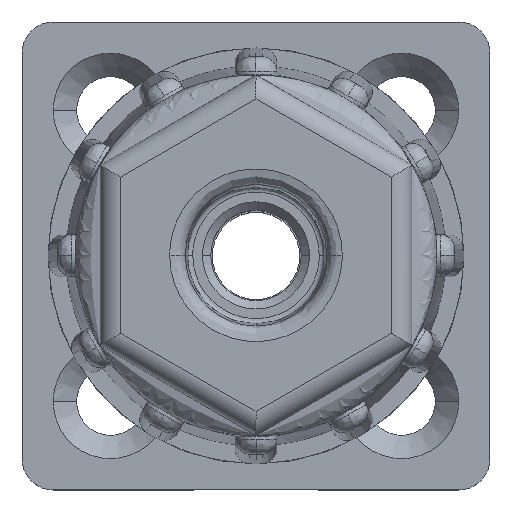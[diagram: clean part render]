
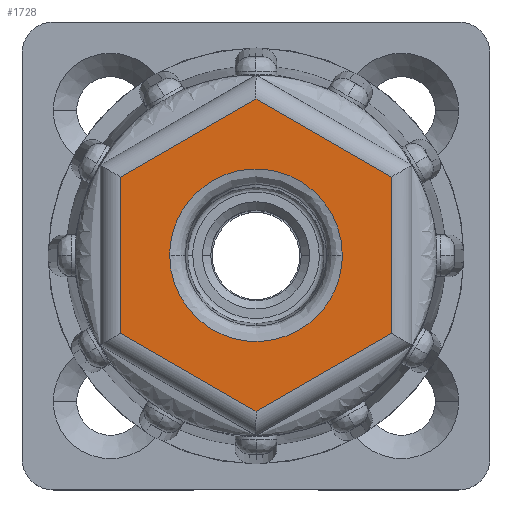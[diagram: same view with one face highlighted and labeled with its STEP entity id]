
A CAD part, top view. The second image highlights one B-rep face of the part: STEP entity #1728.
In plain terms, the highlighted planar face has unit normal (0, 0, 1).
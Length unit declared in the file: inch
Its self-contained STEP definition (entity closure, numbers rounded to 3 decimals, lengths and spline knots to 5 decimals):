
#34 = EDGE_LOOP ( 'NONE', ( #14825, #9016, #3119, #3393, #6148, #1334 ) ) ;
#162 = DIRECTION ( 'NONE',  ( -1., 0., 0. ) ) ;
#176 = VECTOR ( 'NONE', #1776, 39.37008 ) ;
#603 = CARTESIAN_POINT ( 'NONE',  ( 1.20752, 1.0751, 1.97204 ) ) ;
#758 = DIRECTION ( 'NONE',  ( 0.866, -0.5, 0. ) ) ;
#834 = EDGE_CURVE ( 'NONE', #9147, #6161, #5027, .T. ) ;
#1029 = LINE ( 'NONE', #8593, #9852 ) ;
#1334 = ORIENTED_EDGE ( 'NONE', *, *, #10287, .F. ) ;
#1371 = CARTESIAN_POINT ( 'NONE',  ( 0.6957, 1.37059, 1.97204 ) ) ;
#1672 =( BOUNDED_CURVE ( )  B_SPLINE_CURVE ( 3, ( #6608, #7776, #3196, #11239 ),
 .UNSPECIFIED., .F., .F. ) 
 B_SPLINE_CURVE_WITH_KNOTS ( ( 4, 4 ),
 ( 0., 1. ),
 .UNSPECIFIED. ) 
 CURVE ( )  GEOMETRIC_REPRESENTATION_ITEM ( )  RATIONAL_B_SPLINE_CURVE ( ( 1., 0.333, 0.333, 1. ) ) 
 REPRESENTATION_ITEM ( '' )  );
#1728 = ADVANCED_FACE ( 'NONE', ( #14816, #6416 ), #13908, .F. ) ;
#1776 = DIRECTION ( 'NONE',  ( 0., 1., 0. ) ) ;
#1857 = CARTESIAN_POINT ( 'NONE',  ( 1.02242, 1.43303, 1.97204 ) ) ;
#1888 = CARTESIAN_POINT ( 'NONE',  ( 1.24689, 1.05237, 1.97204 ) ) ;
#2141 =( BOUNDED_CURVE ( )  B_SPLINE_CURVE ( 3, ( #9886, #1857, #11043, #4166 ),
 .UNSPECIFIED., .F., .F. ) 
 B_SPLINE_CURVE_WITH_KNOTS ( ( 4, 4 ),
 ( 0., 1. ),
 .UNSPECIFIED. ) 
 CURVE ( )  GEOMETRIC_REPRESENTATION_ITEM ( )  RATIONAL_B_SPLINE_CURVE ( ( 1., 0.333, 0.333, 1. ) ) 
 REPRESENTATION_ITEM ( '' )  );
#2372 = CARTESIAN_POINT ( 'NONE',  ( 0.6957, 0.18862, 1.97204 ) ) ;
#2444 = CARTESIAN_POINT ( 'NONE',  ( 1.28626, 1.12056, 1.97204 ) ) ;
#2446 = CARTESIAN_POINT ( 'NONE',  ( 1.20752, 0.48411, 1.97204 ) ) ;
#2457 = CARTESIAN_POINT ( 'NONE',  ( 1.02242, 0.77961, 1.97204 ) ) ;
#3104 = EDGE_LOOP ( 'NONE', ( #8094, #7950 ) ) ;
#3119 = ORIENTED_EDGE ( 'NONE', *, *, #11049, .F. ) ;
#3196 = CARTESIAN_POINT ( 'NONE',  ( 1.02242, 0.12618, 1.97204 ) ) ;
#3393 = ORIENTED_EDGE ( 'NONE', *, *, #6886, .F. ) ;
#3707 = VERTEX_POINT ( 'NONE', #6730 ) ;
#3903 = LINE ( 'NONE', #4945, #4633 ) ;
#4033 = EDGE_CURVE ( 'NONE', #10296, #3707, #2141, .T. ) ;
#4166 = CARTESIAN_POINT ( 'NONE',  ( 0.36899, 0.77961, 1.97204 ) ) ;
#4633 = VECTOR ( 'NONE', #12968, 39.37008 ) ;
#4945 = CARTESIAN_POINT ( 'NONE',  ( 1.20752, 1.12056, 1.97204 ) ) ;
#5027 = LINE ( 'NONE', #11259, #13800 ) ;
#5131 = DIRECTION ( 'NONE',  ( 0.866, 0.5, 0. ) ) ;
#5540 = DIRECTION ( 'NONE',  ( -0.866, 0.5, 0. ) ) ;
#5919 = CARTESIAN_POINT ( 'NONE',  ( 1.54216, 0.67732, 1.97204 ) ) ;
#6040 = VERTEX_POINT ( 'NONE', #2446 ) ;
#6148 = ORIENTED_EDGE ( 'NONE', *, *, #834, .F. ) ;
#6161 = VERTEX_POINT ( 'NONE', #7462 ) ;
#6176 = VERTEX_POINT ( 'NONE', #14297 ) ;
#6308 = LINE ( 'NONE', #6334, #176 ) ;
#6334 = CARTESIAN_POINT ( 'NONE',  ( 0.18389, 1.12056, 1.97204 ) ) ;
#6416 = FACE_OUTER_BOUND ( 'NONE', #34, .T. ) ;
#6608 = CARTESIAN_POINT ( 'NONE',  ( 0.36899, 0.77961, 1.97204 ) ) ;
#6730 = CARTESIAN_POINT ( 'NONE',  ( 0.36899, 0.77961, 1.97204 ) ) ;
#6886 = EDGE_CURVE ( 'NONE', #6161, #6176, #6308, .T. ) ;
#7052 = DIRECTION ( 'NONE',  ( 0., 0., -1. ) ) ;
#7462 = CARTESIAN_POINT ( 'NONE',  ( 0.18389, 0.48411, 1.97204 ) ) ;
#7776 = CARTESIAN_POINT ( 'NONE',  ( 0.36899, 0.12618, 1.97204 ) ) ;
#7950 = ORIENTED_EDGE ( 'NONE', *, *, #4033, .F. ) ;
#8094 = ORIENTED_EDGE ( 'NONE', *, *, #8720, .F. ) ;
#8593 = CARTESIAN_POINT ( 'NONE',  ( 1.03035, 1.5638, 1.97204 ) ) ;
#8720 = EDGE_CURVE ( 'NONE', #3707, #10296, #1672, .T. ) ;
#9016 = ORIENTED_EDGE ( 'NONE', *, *, #12289, .F. ) ;
#9147 = VERTEX_POINT ( 'NONE', #2372 ) ;
#9514 = LINE ( 'NONE', #1888, #12912 ) ;
#9852 = VECTOR ( 'NONE', #5131, 39.37008 ) ;
#9886 = CARTESIAN_POINT ( 'NONE',  ( 1.02242, 0.77961, 1.97204 ) ) ;
#10287 = EDGE_CURVE ( 'NONE', #6040, #9147, #13254, .T. ) ;
#10296 = VERTEX_POINT ( 'NONE', #2457 ) ;
#10579 = VECTOR ( 'NONE', #13920, 39.37008 ) ;
#11043 = CARTESIAN_POINT ( 'NONE',  ( 0.36899, 1.43303, 1.97204 ) ) ;
#11049 = EDGE_CURVE ( 'NONE', #6176, #14095, #1029, .T. ) ;
#11080 = AXIS2_PLACEMENT_3D ( 'NONE', #2444, #7052, #162 ) ;
#11239 = CARTESIAN_POINT ( 'NONE',  ( 1.02242, 0.77961, 1.97204 ) ) ;
#11259 = CARTESIAN_POINT ( 'NONE',  ( 0.73507, 0.16589, 1.97204 ) ) ;
#11423 = EDGE_CURVE ( 'NONE', #12228, #6040, #3903, .T. ) ;
#12228 = VERTEX_POINT ( 'NONE', #603 ) ;
#12289 = EDGE_CURVE ( 'NONE', #14095, #12228, #9514, .T. ) ;
#12912 = VECTOR ( 'NONE', #758, 39.37008 ) ;
#12968 = DIRECTION ( 'NONE',  ( 0., -1., 0. ) ) ;
#13254 = LINE ( 'NONE', #5919, #10579 ) ;
#13800 = VECTOR ( 'NONE', #5540, 39.37008 ) ;
#13908 = PLANE ( 'NONE',  #11080 ) ;
#13920 = DIRECTION ( 'NONE',  ( -0.866, -0.5, 0. ) ) ;
#14095 = VERTEX_POINT ( 'NONE', #1371 ) ;
#14297 = CARTESIAN_POINT ( 'NONE',  ( 0.18389, 1.0751, 1.97204 ) ) ;
#14816 = FACE_BOUND ( 'NONE', #3104, .T. ) ;
#14825 = ORIENTED_EDGE ( 'NONE', *, *, #11423, .F. ) ;
